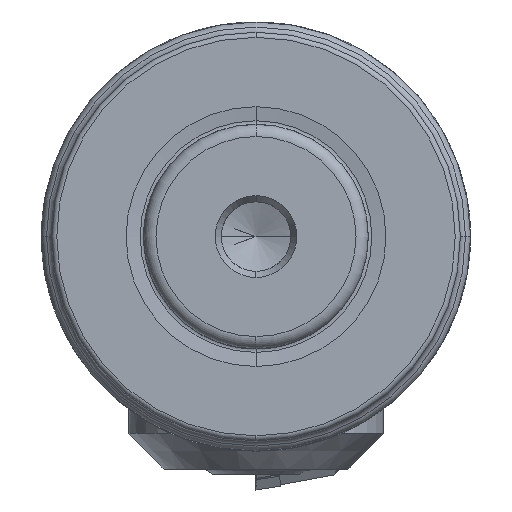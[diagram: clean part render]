
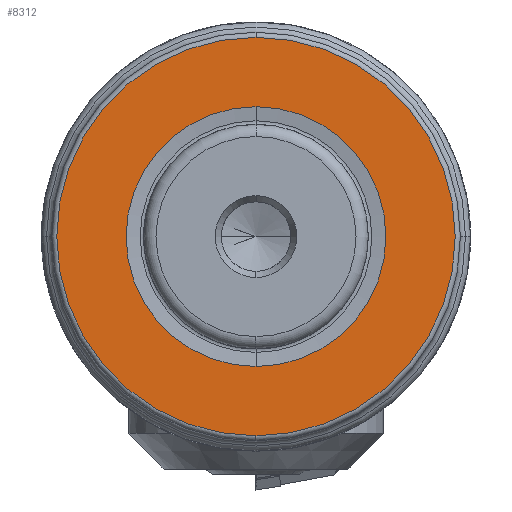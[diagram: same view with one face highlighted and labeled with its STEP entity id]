
A CAD part, left-side view. The second image highlights one B-rep face of the part: STEP entity #8312.
In plain terms, the highlighted planar face has unit normal (-1, 0, 0).
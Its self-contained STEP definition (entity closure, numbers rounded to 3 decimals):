
#457 = CARTESIAN_POINT ( 'NONE',  ( 0., 0., 0. ) ) ;
#2299 = EDGE_CURVE ( 'NONE', #22272, #3982, #16001, .T. ) ;
#2732 = FACE_OUTER_BOUND ( 'NONE', #21991, .T. ) ;
#3091 = DIRECTION ( 'NONE',  ( 1., 0., 0. ) ) ;
#3618 = DIRECTION ( 'NONE',  ( 0., 0., 1. ) ) ;
#3982 = VERTEX_POINT ( 'NONE', #11862 ) ;
#4780 = CARTESIAN_POINT ( 'NONE',  ( 0., 0., 12.715 ) ) ;
#5130 = VERTEX_POINT ( 'NONE', #7066 ) ;
#5555 = CIRCLE ( 'NONE', #38386, 19.5 ) ;
#7066 = CARTESIAN_POINT ( 'NONE',  ( 0., 0., -19.5 ) ) ;
#7353 = AXIS2_PLACEMENT_3D ( 'NONE', #40992, #3091, #25193 ) ;
#8312 = ADVANCED_FACE ( 'NONE', ( #27482, #2732 ), #37795, .F. ) ;
#11862 = CARTESIAN_POINT ( 'NONE',  ( 0., 0., -12.715 ) ) ;
#13286 = AXIS2_PLACEMENT_3D ( 'NONE', #18374, #40510, #21553 ) ;
#13532 = ORIENTED_EDGE ( 'NONE', *, *, #29893, .T. ) ;
#15904 = DIRECTION ( 'NONE',  ( -1., 0., 0. ) ) ;
#16001 = CIRCLE ( 'NONE', #34357, 12.715 ) ;
#16445 = CIRCLE ( 'NONE', #35965, 19.5 ) ;
#18102 = ORIENTED_EDGE ( 'NONE', *, *, #2299, .F. ) ;
#18374 = CARTESIAN_POINT ( 'NONE',  ( 0., 0., 0. ) ) ;
#18575 = VERTEX_POINT ( 'NONE', #25196 ) ;
#18788 = DIRECTION ( 'NONE',  ( -1., 0., 0. ) ) ;
#21031 = EDGE_CURVE ( 'NONE', #18575, #5130, #5555, .T. ) ;
#21553 = DIRECTION ( 'NONE',  ( 0., 0., 1. ) ) ;
#21991 = EDGE_LOOP ( 'NONE', ( #23074, #13532 ) ) ;
#22272 = VERTEX_POINT ( 'NONE', #4780 ) ;
#22534 = DIRECTION ( 'NONE',  ( -1., 0., 0. ) ) ;
#23074 = ORIENTED_EDGE ( 'NONE', *, *, #21031, .T. ) ;
#25193 = DIRECTION ( 'NONE',  ( 0., 0., -1. ) ) ;
#25196 = CARTESIAN_POINT ( 'NONE',  ( 0., 0., 19.5 ) ) ;
#27482 = FACE_BOUND ( 'NONE', #30444, .T. ) ;
#29893 = EDGE_CURVE ( 'NONE', #5130, #18575, #16445, .T. ) ;
#30444 = EDGE_LOOP ( 'NONE', ( #18102, #39372 ) ) ;
#31692 = EDGE_CURVE ( 'NONE', #3982, #22272, #38565, .T. ) ;
#34357 = AXIS2_PLACEMENT_3D ( 'NONE', #37716, #18788, #40918 ) ;
#34776 = CARTESIAN_POINT ( 'NONE',  ( 0., 0., 0. ) ) ;
#35965 = AXIS2_PLACEMENT_3D ( 'NONE', #457, #22534, #3618 ) ;
#37716 = CARTESIAN_POINT ( 'NONE',  ( 0., 0., 0. ) ) ;
#37795 = PLANE ( 'NONE',  #7353 ) ;
#38046 = DIRECTION ( 'NONE',  ( 0., 0., 1. ) ) ;
#38386 = AXIS2_PLACEMENT_3D ( 'NONE', #34776, #15904, #38046 ) ;
#38565 = CIRCLE ( 'NONE', #13286, 12.715 ) ;
#39372 = ORIENTED_EDGE ( 'NONE', *, *, #31692, .F. ) ;
#40510 = DIRECTION ( 'NONE',  ( -1., 0., 0. ) ) ;
#40918 = DIRECTION ( 'NONE',  ( 0., 0., 1. ) ) ;
#40992 = CARTESIAN_POINT ( 'NONE',  ( 0., 12.715, 0. ) ) ;
